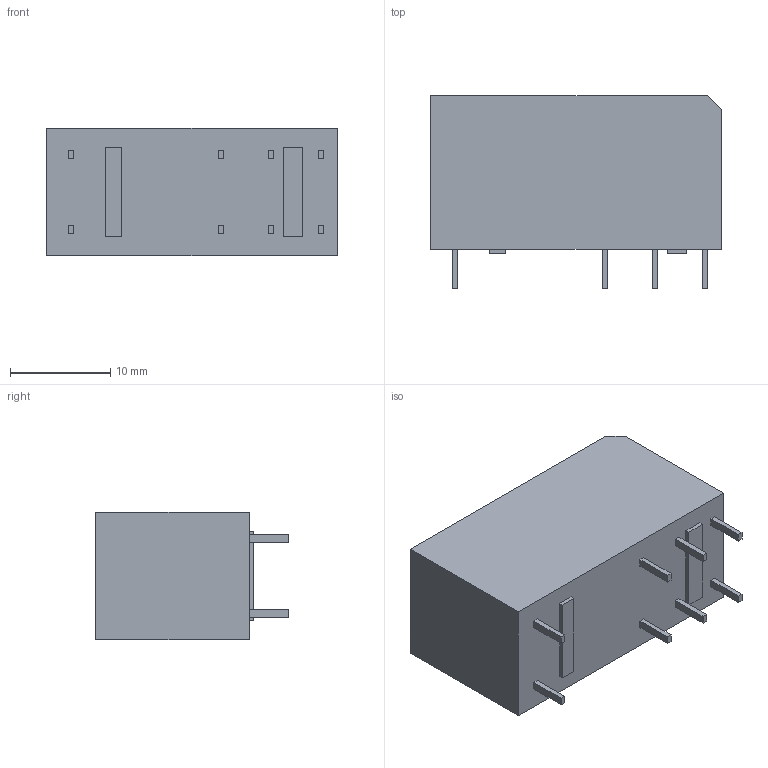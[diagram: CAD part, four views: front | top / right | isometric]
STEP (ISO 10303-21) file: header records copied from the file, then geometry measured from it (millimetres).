
FILE_DESCRIPTION(('FreeCAD Model'),'2;1');
FILE_NAME('Omron_G2RL-24-DC24.step','2019-02-15T15:06:06',( 'Author'),(''),'Open CASCADE STEP processor 7.2','FreeCAD','Unknown' );
FILE_SCHEMA(('AUTOMOTIVE_DESIGN { 1 0 10303 214 1 1 1 1 }'));
Length unit declared in the file: millimetre
Products named in the file (4): main; pins; mfg; pn
Bounding box: 29 x 19.21 x 12.7 mm (x, y, z)
Volume: 5638.8 mm3; surface area: 2119.7 mm2
Topology: 26 solids, 26 shells, 412 faces, 1069 edges, 714 vertices
Faces by surface type: plane 210, extrusion 200, cylinder 2
Full cylindrical faces by diameter (mm): 1 x1, 1.08 x1
Entity records: 26883 total; most frequent: CARTESIAN_POINT 6336, DIRECTION 3039, VECTOR 2589, LINE 2389, ORIENTED_EDGE 2138, PCURVE 2138, DEFINITIONAL_REPRESENTATION 2138, EDGE_CURVE 1069
